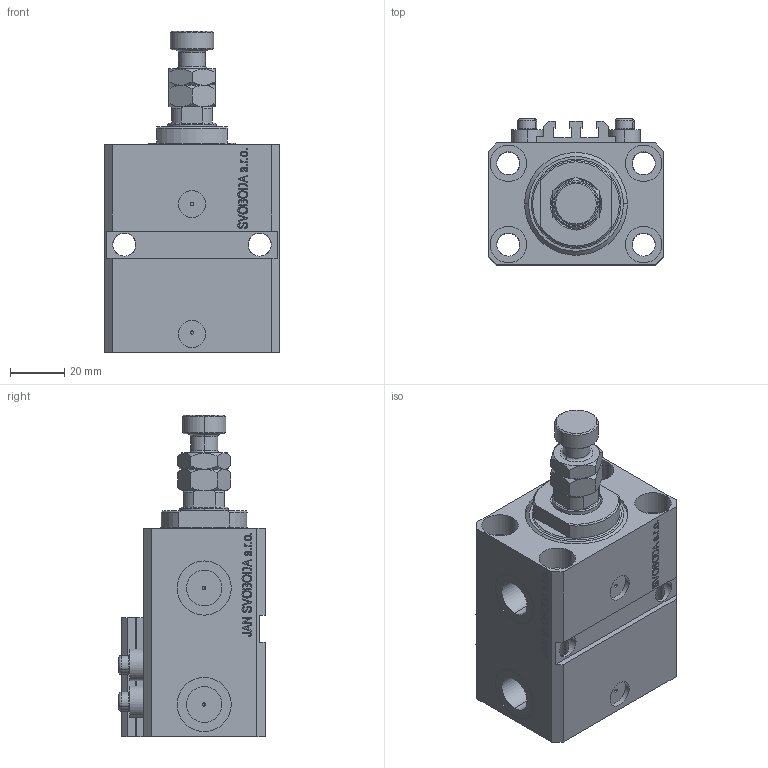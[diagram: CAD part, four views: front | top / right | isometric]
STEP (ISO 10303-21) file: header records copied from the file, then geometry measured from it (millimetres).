
FILE_DESCRIPTION (( 'STEP AP203' ), '1' );
FILE_NAME ('e2ae.STEP', '2022-04-09T15:50:06', ( '' ), ( '' ), 'SwSTEP 2.0', 'SolidWorks 2019', '' );
FILE_SCHEMA (( 'CONFIG_CONTROL_DESIGN' ));
Length unit declared in the file: millimetre
Products named in the file (6): MFA 1f2971220a5fff0013d76ebcde950a74; ALLEN BOLT V250CE 1f2971220a5fff0013d76ebcde950a74; e2ae; V250CE_VC_E 1f2971220a5fff0013d76ebcde950a74; V250CE_E_Body 1f2971220a5fff0013d76ebcde950a74; V250CE_C_VCP 1f2971220a5fff0013d76ebcde950a74
Assembly tree (8 placements, depth 2):
  e2ae
    V250CE_E_Body 1f2971220a5fff0013d76ebcde950a74
    ALLEN BOLT V250CE 1f2971220a5fff0013d76ebcde950a74  x4
    V250CE_C_VCP 1f2971220a5fff0013d76ebcde950a74
    V250CE_VC_E 1f2971220a5fff0013d76ebcde950a74
    MFA 1f2971220a5fff0013d76ebcde950a74
Bounding box: 65 x 54 x 118.9 mm (x, y, z)
Volume: 205191.2 mm3; surface area: 63355.3 mm2
Topology: 9 solids, 9 shells, 1119 faces, 2775 edges, 1790 vertices
Faces by surface type: plane 527, bspline 360, cylinder 130, cone 84, torus 18
Entity records: 48822 total; most frequent: CARTESIAN_POINT 25555, ORIENTED_EDGE 5240, DIRECTION 3454, EDGE_CURVE 2620, VERTEX_POINT 1706, VECTOR 1540, LINE 1540, EDGE_LOOP 1180
